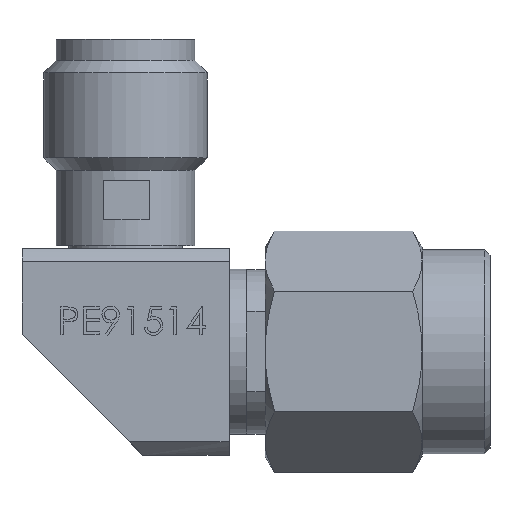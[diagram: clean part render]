
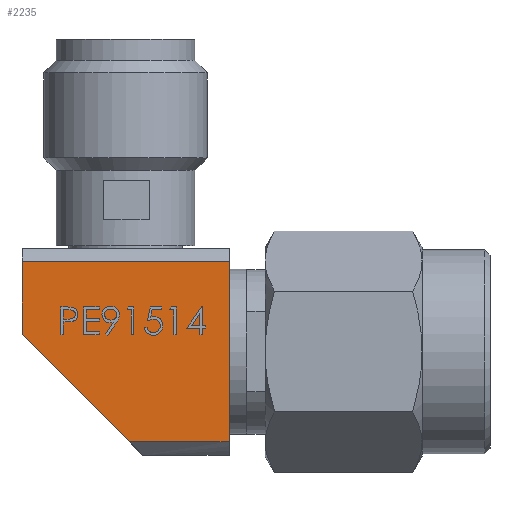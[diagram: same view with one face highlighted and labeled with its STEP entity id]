
A CAD part, top view. The second image highlights one B-rep face of the part: STEP entity #2235.
In plain terms, the highlighted planar face has unit normal (0, 0, 1).
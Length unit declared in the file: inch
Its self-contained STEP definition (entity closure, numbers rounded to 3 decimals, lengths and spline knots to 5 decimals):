
#33 = CARTESIAN_POINT ( 'NONE',  ( -0.33858, 0.13553, 0.15591 ) ) ;
#119 = ORIENTED_EDGE ( 'NONE', *, *, #3629, .T. ) ;
#129 = VECTOR ( 'NONE', #621, 39.37008 ) ;
#505 = ORIENTED_EDGE ( 'NONE', *, *, #2159, .F. ) ;
#621 = DIRECTION ( 'NONE',  ( 1., 0., 0. ) ) ;
#894 = VECTOR ( 'NONE', #4484, 39.37008 ) ;
#988 = VECTOR ( 'NONE', #1670, 39.37008 ) ;
#1095 = CARTESIAN_POINT ( 'NONE',  ( -0.33858, 0.13553, 0.15591 ) ) ;
#1367 = CARTESIAN_POINT ( 'NONE',  ( -0.17707, -0.13553, 0.15591 ) ) ;
#1553 = CARTESIAN_POINT ( 'NONE',  ( -0.33858, 0.02598, 0.15591 ) ) ;
#1618 = DIRECTION ( 'NONE',  ( 0.707, -0.707, 0. ) ) ;
#1670 = DIRECTION ( 'NONE',  ( 1., 0., 0. ) ) ;
#1787 = VERTEX_POINT ( 'NONE', #33 ) ;
#2065 = ORIENTED_EDGE ( 'NONE', *, *, #6633, .T. ) ;
#2159 = EDGE_CURVE ( 'NONE', #1787, #6574, #2790, .T. ) ;
#2235 = ADVANCED_FACE ( 'NONE', ( #3465 ), #3001, .T. ) ;
#2278 = ORIENTED_EDGE ( 'NONE', *, *, #4719, .T. ) ;
#2329 = CARTESIAN_POINT ( 'NONE',  ( -0.33858, 0.02598, 0.15591 ) ) ;
#2493 = DIRECTION ( 'NONE',  ( 0., 0., 1. ) ) ;
#2790 = LINE ( 'NONE', #1095, #988 ) ;
#2910 = CARTESIAN_POINT ( 'NONE',  ( -0.02677, 0.13553, 0.15591 ) ) ;
#2919 = CARTESIAN_POINT ( 'NONE',  ( 0., 0., 0.15591 ) ) ;
#3001 = PLANE ( 'NONE',  #5220 ) ;
#3121 = CARTESIAN_POINT ( 'NONE',  ( -0.02677, -0.13553, 0.15591 ) ) ;
#3200 = EDGE_LOOP ( 'NONE', ( #2278, #505, #4577, #2065, #119 ) ) ;
#3454 = CARTESIAN_POINT ( 'NONE',  ( -0.17707, -0.13553, 0.15591 ) ) ;
#3465 = FACE_OUTER_BOUND ( 'NONE', #3200, .T. ) ;
#3619 = LINE ( 'NONE', #3121, #5936 ) ;
#3629 = EDGE_CURVE ( 'NONE', #5011, #6918, #6660, .T. ) ;
#3639 = VECTOR ( 'NONE', #1618, 39.37008 ) ;
#3946 = VERTEX_POINT ( 'NONE', #2329 ) ;
#4402 = EDGE_CURVE ( 'NONE', #1787, #3946, #6086, .T. ) ;
#4484 = DIRECTION ( 'NONE',  ( 0., -1., 0. ) ) ;
#4560 = CARTESIAN_POINT ( 'NONE',  ( -0.02677, -0.13553, 0.15591 ) ) ;
#4577 = ORIENTED_EDGE ( 'NONE', *, *, #4402, .T. ) ;
#4719 = EDGE_CURVE ( 'NONE', #6918, #6574, #3619, .T. ) ;
#5011 = VERTEX_POINT ( 'NONE', #1367 ) ;
#5220 = AXIS2_PLACEMENT_3D ( 'NONE', #2919, #2493, #5713 ) ;
#5713 = DIRECTION ( 'NONE',  ( 1., 0., 0. ) ) ;
#5905 = DIRECTION ( 'NONE',  ( 0., 1., 0. ) ) ;
#5936 = VECTOR ( 'NONE', #5905, 39.37008 ) ;
#5981 = LINE ( 'NONE', #1553, #3639 ) ;
#6086 = LINE ( 'NONE', #6516, #894 ) ;
#6516 = CARTESIAN_POINT ( 'NONE',  ( -0.33858, 0.13553, 0.15591 ) ) ;
#6574 = VERTEX_POINT ( 'NONE', #2910 ) ;
#6633 = EDGE_CURVE ( 'NONE', #3946, #5011, #5981, .T. ) ;
#6660 = LINE ( 'NONE', #3454, #129 ) ;
#6918 = VERTEX_POINT ( 'NONE', #4560 ) ;
